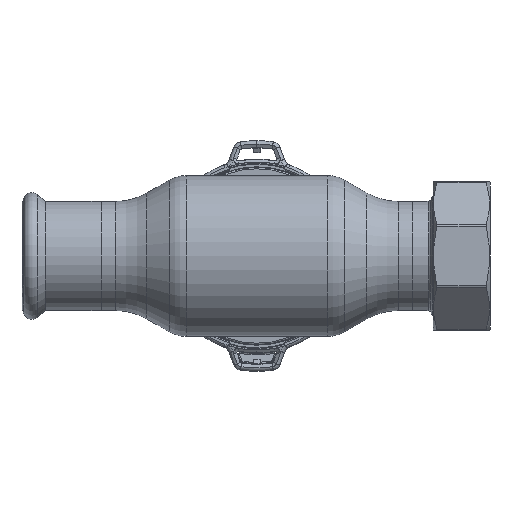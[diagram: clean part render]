
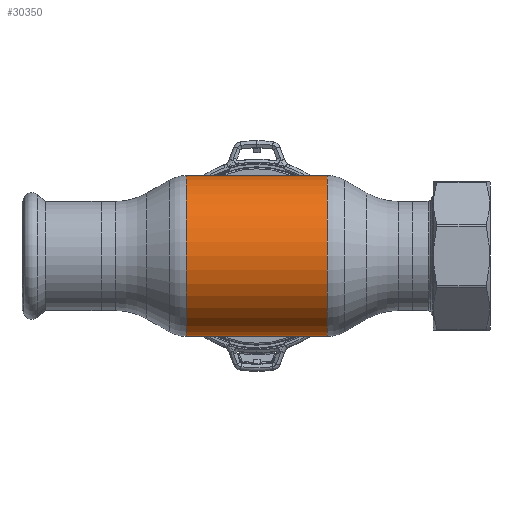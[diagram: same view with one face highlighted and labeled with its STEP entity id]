
A CAD part, front view. The second image highlights one B-rep face of the part: STEP entity #30350.
In plain terms, the highlighted cylindrical face has radius 28.25 mm (diameter 56.5 mm), a partial arc.
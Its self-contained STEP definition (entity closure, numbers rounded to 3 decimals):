
#184 = FACE_OUTER_BOUND ( 'NONE', #26099, .T. ) ;
#598 = CIRCLE ( 'NONE', #23243, 28.25 ) ;
#2308 = DIRECTION ( 'NONE',  ( -1., 0., 0. ) ) ;
#3176 = AXIS2_PLACEMENT_3D ( 'NONE', #25356, #37087, #28375 ) ;
#3248 = EDGE_CURVE ( 'NONE', #40018, #17639, #23319, .T. ) ;
#3356 = VECTOR ( 'NONE', #2308, 1000. ) ;
#3672 = EDGE_CURVE ( 'NONE', #18012, #17639, #27045, .T. ) ;
#4769 = CARTESIAN_POINT ( 'NONE',  ( -62.69, 0., -28.25 ) ) ;
#6836 = CARTESIAN_POINT ( 'NONE',  ( -24.785, 0., 28.25 ) ) ;
#9248 = VERTEX_POINT ( 'NONE', #12051 ) ;
#11628 = CARTESIAN_POINT ( 'NONE',  ( 24.785, 0., 28.25 ) ) ;
#12051 = CARTESIAN_POINT ( 'NONE',  ( 24.785, 0., -28.25 ) ) ;
#14575 = ORIENTED_EDGE ( 'NONE', *, *, #3672, .F. ) ;
#17413 = ORIENTED_EDGE ( 'NONE', *, *, #3248, .T. ) ;
#17639 = VERTEX_POINT ( 'NONE', #6836 ) ;
#18012 = VERTEX_POINT ( 'NONE', #20346 ) ;
#18406 = DIRECTION ( 'NONE',  ( -1., 0., 0. ) ) ;
#20003 = EDGE_CURVE ( 'NONE', #9248, #18012, #35479, .T. ) ;
#20346 = CARTESIAN_POINT ( 'NONE',  ( -24.785, 0., -28.25 ) ) ;
#22740 = DIRECTION ( 'NONE',  ( -1., 0., 0. ) ) ;
#23243 = AXIS2_PLACEMENT_3D ( 'NONE', #31861, #35090, #28442 ) ;
#23319 = LINE ( 'NONE', #38666, #39266 ) ;
#24300 = CARTESIAN_POINT ( 'NONE',  ( -62.69, 0., 0. ) ) ;
#25356 = CARTESIAN_POINT ( 'NONE',  ( -24.785, 0., 0. ) ) ;
#26099 = EDGE_LOOP ( 'NONE', ( #36304, #36184, #17413, #14575 ) ) ;
#27045 = CIRCLE ( 'NONE', #3176, 28.25 ) ;
#27696 = CYLINDRICAL_SURFACE ( 'NONE', #31081, 28.25 ) ;
#28375 = DIRECTION ( 'NONE',  ( 0., 0., 1. ) ) ;
#28442 = DIRECTION ( 'NONE',  ( 0., 0., 1. ) ) ;
#30350 = ADVANCED_FACE ( 'NONE', ( #184 ), #27696, .T. ) ;
#31081 = AXIS2_PLACEMENT_3D ( 'NONE', #24300, #18406, #40056 ) ;
#31861 = CARTESIAN_POINT ( 'NONE',  ( 24.785, 0., 0. ) ) ;
#35090 = DIRECTION ( 'NONE',  ( -1., 0., 0. ) ) ;
#35479 = LINE ( 'NONE', #4769, #3356 ) ;
#36184 = ORIENTED_EDGE ( 'NONE', *, *, #36828, .T. ) ;
#36304 = ORIENTED_EDGE ( 'NONE', *, *, #20003, .F. ) ;
#36828 = EDGE_CURVE ( 'NONE', #9248, #40018, #598, .T. ) ;
#37087 = DIRECTION ( 'NONE',  ( -1., 0., 0. ) ) ;
#38666 = CARTESIAN_POINT ( 'NONE',  ( -62.69, 0., 28.25 ) ) ;
#39266 = VECTOR ( 'NONE', #22740, 1000. ) ;
#40018 = VERTEX_POINT ( 'NONE', #11628 ) ;
#40056 = DIRECTION ( 'NONE',  ( 0., 0., 1. ) ) ;
